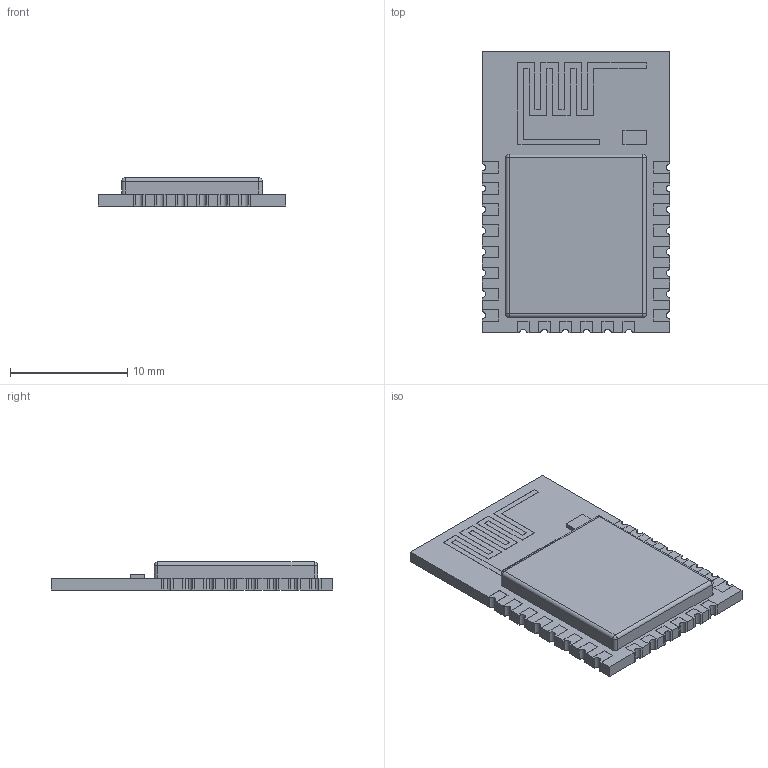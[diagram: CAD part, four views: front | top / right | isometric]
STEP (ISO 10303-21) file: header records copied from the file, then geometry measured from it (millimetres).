
FILE_DESCRIPTION(('FreeCAD Model'),'2;1');
FILE_NAME('ESP-12E.step', '2015-11-18T20:03:09',('Author'),(''), 'Open CASCADE STEP processor 6.9','FreeCAD','Unknown');
FILE_SCHEMA(('AUTOMOTIVE_DESIGN { 1 0 10303 214 1 1 1 1 }'));
Length unit declared in the file: millimetre
Products named in the file (1): Fusion005
Bounding box: 16 x 24.01 x 2.41 mm (x, y, z)
Volume: 615 mm3; surface area: 920.1 mm2
Topology: 1 solids, 1 shells, 417 faces, 1060 edges, 644 vertices
Faces by surface type: plane 345, cylinder 68, sphere 4
Entity records: 28341 total; most frequent: CARTESIAN_POINT 4966, DIRECTION 3529, LINE 2448, VECTOR 2448, ORIENTED_EDGE 2112, PCURVE 2112, DEFINITIONAL_REPRESENTATION 2112, EDGE_CURVE 1056
